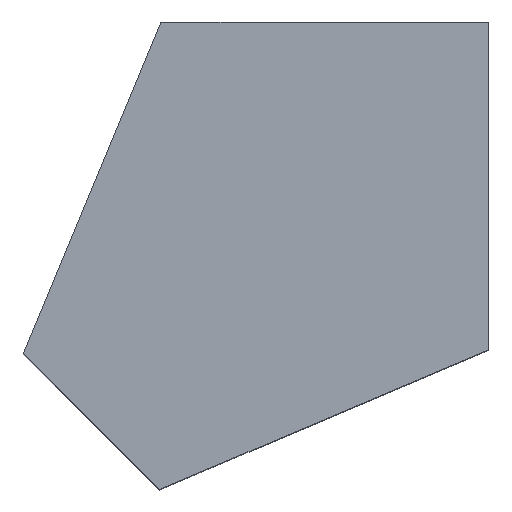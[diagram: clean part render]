
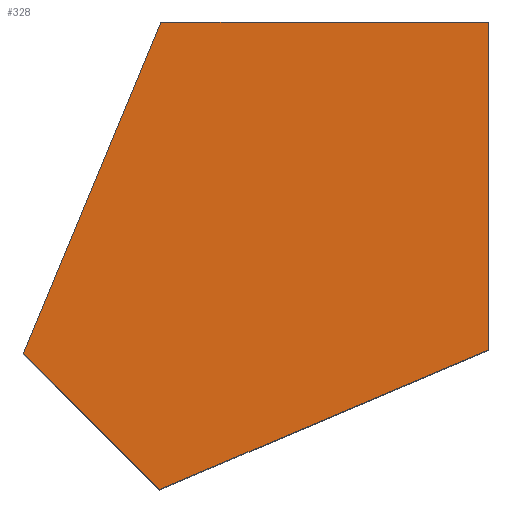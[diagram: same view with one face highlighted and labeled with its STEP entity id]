
A CAD part, top view. The second image highlights one B-rep face of the part: STEP entity #328.
In plain terms, the highlighted planar face has unit normal (0, 0, 1).
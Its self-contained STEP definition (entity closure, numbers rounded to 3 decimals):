
#4 = ORIENTED_EDGE ( 'NONE', *, *, #114, .T. ) ;
#25 = DIRECTION ( 'NONE',  ( 1., 0., 0. ) ) ;
#26 = EDGE_LOOP ( 'NONE', ( #4, #169, #293, #128, #305 ) ) ;
#37 = VECTOR ( 'NONE', #336, 1000. ) ;
#44 = VECTOR ( 'NONE', #82, 1000. ) ;
#45 = CARTESIAN_POINT ( 'NONE',  ( 11.625, 16.247, 5. ) ) ;
#48 = DIRECTION ( 'NONE',  ( -1., 0., 0. ) ) ;
#51 = LINE ( 'NONE', #341, #44 ) ;
#82 = DIRECTION ( 'NONE',  ( 0.71, -0.705, 0. ) ) ;
#84 = DIRECTION ( 'NONE',  ( -0.383, -0.924, 0. ) ) ;
#88 = VERTEX_POINT ( 'NONE', #104 ) ;
#92 = VECTOR ( 'NONE', #127, 1000. ) ;
#99 = VECTOR ( 'NONE', #84, 1000. ) ;
#100 = CARTESIAN_POINT ( 'NONE',  ( 11.608, 9.118, 5. ) ) ;
#104 = CARTESIAN_POINT ( 'NONE',  ( 11.608, 9.118, 5. ) ) ;
#113 = VERTEX_POINT ( 'NONE', #45 ) ;
#114 = EDGE_CURVE ( 'NONE', #88, #238, #215, .T. ) ;
#127 = DIRECTION ( 'NONE',  ( 0., 1., 0. ) ) ;
#128 = ORIENTED_EDGE ( 'NONE', *, *, #310, .T. ) ;
#135 = PLANE ( 'NONE',  #244 ) ;
#140 = CARTESIAN_POINT ( 'NONE',  ( 0., 0., 5. ) ) ;
#150 = EDGE_CURVE ( 'NONE', #238, #275, #256, .T. ) ;
#151 = EDGE_CURVE ( 'NONE', #275, #113, #185, .T. ) ;
#162 = CARTESIAN_POINT ( 'NONE',  ( 16.625, 11.247, 5. ) ) ;
#163 = CARTESIAN_POINT ( 'NONE',  ( 9.527, 11.183, 5. ) ) ;
#169 = ORIENTED_EDGE ( 'NONE', *, *, #150, .T. ) ;
#184 = CARTESIAN_POINT ( 'NONE',  ( 16.625, 16.247, 5. ) ) ;
#185 = LINE ( 'NONE', #184, #226 ) ;
#215 = LINE ( 'NONE', #100, #37 ) ;
#226 = VECTOR ( 'NONE', #48, 1000. ) ;
#238 = VERTEX_POINT ( 'NONE', #320 ) ;
#244 = AXIS2_PLACEMENT_3D ( 'NONE', #140, #286, #25 ) ;
#245 = FACE_OUTER_BOUND ( 'NONE', #26, .T. ) ;
#255 = EDGE_CURVE ( 'NONE', #347, #88, #51, .T. ) ;
#256 = LINE ( 'NONE', #162, #92 ) ;
#265 = CARTESIAN_POINT ( 'NONE',  ( 16.625, 16.247, 5. ) ) ;
#275 = VERTEX_POINT ( 'NONE', #265 ) ;
#286 = DIRECTION ( 'NONE',  ( 0., 0., 1. ) ) ;
#293 = ORIENTED_EDGE ( 'NONE', *, *, #151, .T. ) ;
#300 = LINE ( 'NONE', #318, #99 ) ;
#305 = ORIENTED_EDGE ( 'NONE', *, *, #255, .T. ) ;
#310 = EDGE_CURVE ( 'NONE', #113, #347, #300, .T. ) ;
#318 = CARTESIAN_POINT ( 'NONE',  ( 11.625, 16.247, 5. ) ) ;
#320 = CARTESIAN_POINT ( 'NONE',  ( 16.625, 11.247, 5. ) ) ;
#328 = ADVANCED_FACE ( 'NONE', ( #245 ), #135, .T. ) ;
#336 = DIRECTION ( 'NONE',  ( 0.921, 0.391, 0. ) ) ;
#341 = CARTESIAN_POINT ( 'NONE',  ( 11.608, 9.118, 5. ) ) ;
#347 = VERTEX_POINT ( 'NONE', #163 ) ;
